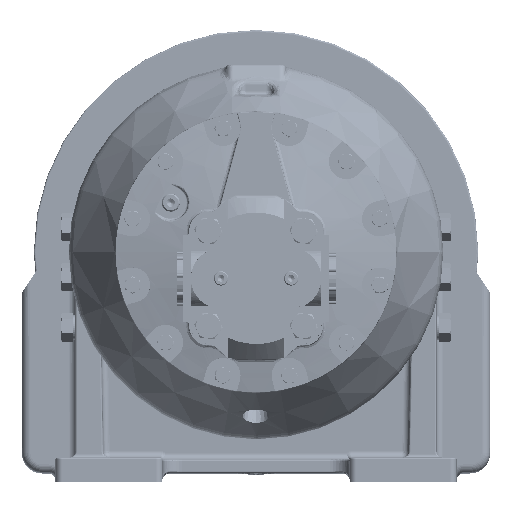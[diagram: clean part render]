
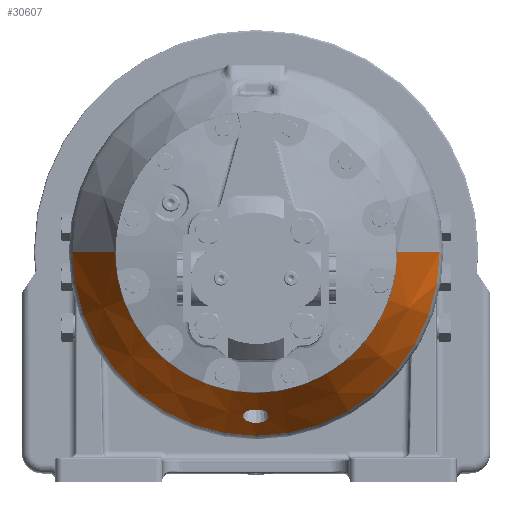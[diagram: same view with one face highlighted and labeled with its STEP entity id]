
A CAD part, top view. The second image highlights one B-rep face of the part: STEP entity #30607.
In plain terms, the highlighted conical face has half-angle 30 degrees and reference radius 154.327 mm.
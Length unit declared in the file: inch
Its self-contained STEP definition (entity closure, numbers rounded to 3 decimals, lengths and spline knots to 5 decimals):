
#15804=CARTESIAN_POINT('',(0.,0.,-0.19505));
#15805=DIRECTION('',(0.,0.,1.));
#15806=DIRECTION('',(-1.,0.,0.));
#15807=AXIS2_PLACEMENT_3D('',#15804,#15805,#15806);
#15814=DIRECTION('',(-0.5,0.,-0.866));
#15815=VECTOR('',#15814,3.16064);
#15816=CARTESIAN_POINT('',(-5.2857,0.,-0.19505));
#15817=LINE('',#15816,#15815);
#15818=DIRECTION('',(-0.5,0.,0.866));
#15819=VECTOR('',#15818,3.16064);
#15820=CARTESIAN_POINT('',(6.86603,0.,-2.93224));
#15821=LINE('',#15820,#15819);
#15822=CARTESIAN_POINT('',(0.,-5.89015,-1.24198));
#15823=CARTESIAN_POINT('',(0.05285,-5.89015,
-1.24198));
#15824=CARTESIAN_POINT('',(0.15238,-5.89715,
-1.25649));
#15825=CARTESIAN_POINT('',(0.29106,-5.92768,
-1.31859));
#15826=CARTESIAN_POINT('',(0.40142,-5.97673,
-1.41489));
#15827=CARTESIAN_POINT('',(0.47412,-6.04107,
-1.53547));
#15828=CARTESIAN_POINT('',(0.50202,-6.11637,
-1.66944));
#15829=CARTESIAN_POINT('',(0.48056,-6.19684,
-1.80528));
#15830=CARTESIAN_POINT('',(0.40999,-6.27279,
-1.92749));
#15831=CARTESIAN_POINT('',(0.29878,-6.33458,
-2.02317));
#15832=CARTESIAN_POINT('',(0.15678,-6.37511,
-2.08426));
#15833=CARTESIAN_POINT('',(0.05406,-6.38458,
-2.09835));
#15834=CARTESIAN_POINT('',(0.,-6.38458,-2.09835));
#15836=CARTESIAN_POINT('',(0.,-6.38458,-2.09835));
#15837=CARTESIAN_POINT('',(-0.05407,-6.38458,
-2.09835));
#15838=CARTESIAN_POINT('',(-0.1568,-6.3751,
-2.08426));
#15839=CARTESIAN_POINT('',(-0.29882,-6.33457,
-2.02314));
#15840=CARTESIAN_POINT('',(-0.41001,-6.27277,
-1.92747));
#15841=CARTESIAN_POINT('',(-0.48057,-6.19682,
-1.80526));
#15842=CARTESIAN_POINT('',(-0.50202,-6.11635,
-1.66942));
#15843=CARTESIAN_POINT('',(-0.47411,-6.04106,
-1.53546));
#15844=CARTESIAN_POINT('',(-0.4014,-5.97671,
-1.41486));
#15845=CARTESIAN_POINT('',(-0.29101,-5.92766,
-1.31856));
#15846=CARTESIAN_POINT('',(-0.15235,-5.89715,
-1.25648));
#15847=CARTESIAN_POINT('',(-0.05284,-5.89015,
-1.24198));
#15848=CARTESIAN_POINT('',(0.,-5.89015,-1.24198));
#15980=CARTESIAN_POINT('',(0.,0.,-2.93224));
#15981=DIRECTION('',(0.,0.,-1.));
#15982=DIRECTION('',(1.,0.,0.));
#15983=AXIS2_PLACEMENT_3D('',#15980,#15981,#15982);
#27955=CARTESIAN_POINT('',(0.,-6.38458,-2.09835));
#27956=VERTEX_POINT('',#27955);
#27957=CARTESIAN_POINT('',(0.,-5.89015,-1.24198));
#27958=VERTEX_POINT('',#27957);
#28058=CARTESIAN_POINT('',(-6.86603,0.,-2.93224));
#28059=VERTEX_POINT('',#28058);
#28065=CARTESIAN_POINT('',(6.86603,0.,-2.93224));
#28066=VERTEX_POINT('',#28065);
#28400=CARTESIAN_POINT('',(5.2857,0.,-0.19505));
#28401=VERTEX_POINT('',#28400);
#28402=CARTESIAN_POINT('',(-5.2857,0.,-0.19505));
#28403=VERTEX_POINT('',#28402);
#30587=CARTESIAN_POINT('',(0.,0.,-1.56364));
#30588=DIRECTION('',(0.,0.,-1.));
#30589=DIRECTION('',(1.,0.,0.));
#30590=AXIS2_PLACEMENT_3D('',#30587,#30588,#30589);
#30591=CONICAL_SURFACE('',#30590,6.07586,30.);
#30593=ORIENTED_EDGE('',*,*,#30592,.F.);
#30594=ORIENTED_EDGE('',*,*,#30572,.T.);
#30596=ORIENTED_EDGE('',*,*,#30595,.F.);
#30598=ORIENTED_EDGE('',*,*,#30597,.T.);
#30599=EDGE_LOOP('',(#30593,#30594,#30596,#30598));
#30600=FACE_OUTER_BOUND('',#30599,.F.);
#30602=ORIENTED_EDGE('',*,*,#30601,.F.);
#30604=ORIENTED_EDGE('',*,*,#30603,.F.);
#30605=EDGE_LOOP('',(#30602,#30604));
#30606=FACE_BOUND('',#30605,.F.);
#15808=CIRCLE('',#15807,5.2857);
#15835=B_SPLINE_CURVE_WITH_KNOTS('',3,(#15822,#15823,#15824,#15825,#15826,
#15827,#15828,#15829,#15830,#15831,#15832,#15833,#15834),.UNSPECIFIED.,.F.,.F.,(
4,1,1,1,1,1,1,1,1,1,4),(0.,0.1,0.2,0.3,0.4,0.5,0.6,0.7,0.8,
0.9,1.),.UNSPECIFIED.);
#15849=B_SPLINE_CURVE_WITH_KNOTS('',3,(#15836,#15837,#15838,#15839,#15840,
#15841,#15842,#15843,#15844,#15845,#15846,#15847,#15848),.UNSPECIFIED.,.F.,.F.,(
4,1,1,1,1,1,1,1,1,1,4),(0.,0.1,0.2,0.3,0.4,0.5,0.6,0.7,0.8,
0.9,1.),.UNSPECIFIED.);
#15984=CIRCLE('',#15983,6.86603);
#30572=EDGE_CURVE('',#28403,#28401,#15808,.T.);
#30592=EDGE_CURVE('',#28403,#28059,#15817,.T.);
#30595=EDGE_CURVE('',#28066,#28401,#15821,.T.);
#30597=EDGE_CURVE('',#28066,#28059,#15984,.T.);
#30601=EDGE_CURVE('',#27958,#27956,#15835,.T.);
#30603=EDGE_CURVE('',#27956,#27958,#15849,.T.);
#30607=ADVANCED_FACE('',(#30600,#30606),#30591,.T.);
